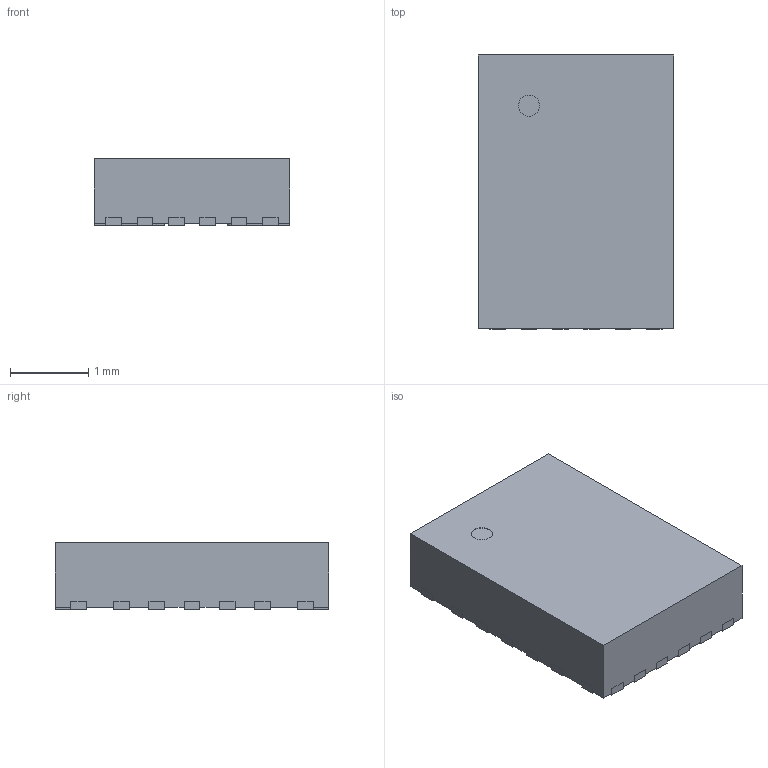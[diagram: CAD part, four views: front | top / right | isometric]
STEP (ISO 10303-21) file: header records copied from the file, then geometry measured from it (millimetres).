
FILE_DESCRIPTION(/* description */ (''),/* implementation_level */ '2;1');
FILE_NAME(/* name */ 'QFN-22_MP2722.step',/* time_stamp */ '2024-07-13T15:30:06+02:00',/* author */ (''),/* organization */ (''),/* preprocessor_version */ 'ST-DEVELOPER v20',/* originating_system */ 'Autodesk Translation Framework v13.14.0.145',/* authorisation */ '');
FILE_SCHEMA (('AUTOMOTIVE_DESIGN { 1 0 10303 214 3 1 1 }'));
Length unit declared in the file: millimetre
Products named in the file (1): MP2720AGRH
Bounding box: 2.5 x 3.5 x 0.85 mm (x, y, z)
Volume: 7.3 mm3; surface area: 38 mm2
Topology: 23 solids, 23 shells, 322 faces, 841 edges, 566 vertices
Faces by surface type: plane 245, cylinder 77
Full cylindrical faces by diameter (mm): 0.27 x1
Entity records: 9881 total; most frequent: CARTESIAN_POINT 1730, ORIENTED_EDGE 1682, DIRECTION 1641, EDGE_CURVE 841, LINE 687, VECTOR 687, VERTEX_POINT 566, AXIS2_PLACEMENT_3D 477
